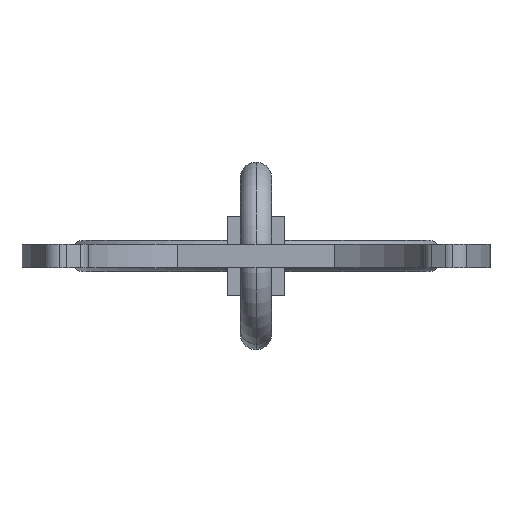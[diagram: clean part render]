
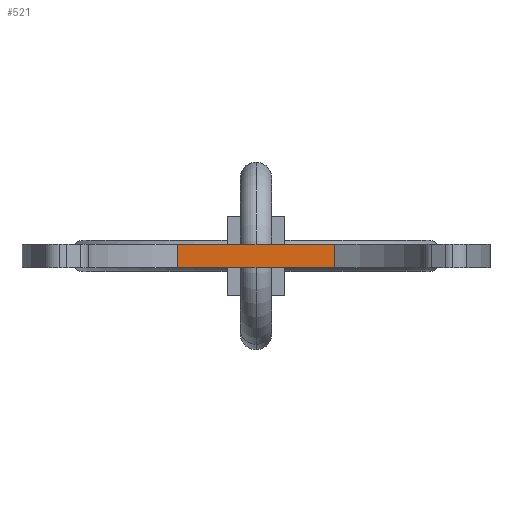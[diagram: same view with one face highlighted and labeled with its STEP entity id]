
A CAD part, left-side view. The second image highlights one B-rep face of the part: STEP entity #521.
In plain terms, the highlighted planar face has unit normal (-1, 0, 0).
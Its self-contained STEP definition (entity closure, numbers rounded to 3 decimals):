
#521=ADVANCED_FACE('',(#992),#993,.T.);
#992=FACE_OUTER_BOUND('',#1221,.T.);
#993=PLANE('',#1222);
#1221=EDGE_LOOP('',(#1564,#1565,#1566,#1567));
#1222=AXIS2_PLACEMENT_3D('',#1568,#1569,#1570);
#1564=ORIENTED_EDGE('',*,*,#2066,.T.);
#1565=ORIENTED_EDGE('',*,*,#2067,.F.);
#1566=ORIENTED_EDGE('',*,*,#2068,.F.);
#1567=ORIENTED_EDGE('',*,*,#2063,.T.);
#1568=CARTESIAN_POINT('',(-12.99,0.0,-0.75));
#1569=DIRECTION('',(-1.0,-0.0,0.0));
#1570=DIRECTION('',(0.0,-1.0,-0.0));
#2063=EDGE_CURVE('',#2446,#2444,#2447,.T.);
#2066=EDGE_CURVE('',#2444,#2451,#2452,.T.);
#2067=EDGE_CURVE('',#2453,#2451,#2454,.T.);
#2068=EDGE_CURVE('',#2446,#2453,#2455,.T.);
#2444=VERTEX_POINT('',#2569);
#2446=VERTEX_POINT('',#2572);
#2447=LINE('',#2573,#2574);
#2451=VERTEX_POINT('',#2580);
#2452=LINE('',#2581,#2582);
#2453=VERTEX_POINT('',#2583);
#2454=LINE('',#2584,#2585);
#2455=LINE('',#2586,#2587);
#2569=CARTESIAN_POINT('',(-12.99,-5.0,0.75));
#2572=CARTESIAN_POINT('',(-12.99,-5.0,-0.75));
#2573=CARTESIAN_POINT('',(-12.99,-5.0,-0.75));
#2574=VECTOR('',#2717,1.0);
#2580=CARTESIAN_POINT('',(-12.99,5.0,0.75));
#2581=CARTESIAN_POINT('',(-12.99,-5.0,0.75));
#2582=VECTOR('',#2720,1.0);
#2583=CARTESIAN_POINT('',(-12.99,5.0,-0.75));
#2584=CARTESIAN_POINT('',(-12.99,5.0,-0.75));
#2585=VECTOR('',#2721,1.0);
#2586=CARTESIAN_POINT('',(-12.99,-5.0,-0.75));
#2587=VECTOR('',#2722,1.0);
#2717=DIRECTION('',(0.0,0.0,1.0));
#2720=DIRECTION('',(0.0,1.0,0.0));
#2721=DIRECTION('',(0.0,0.0,1.0));
#2722=DIRECTION('',(0.0,1.0,0.0));
